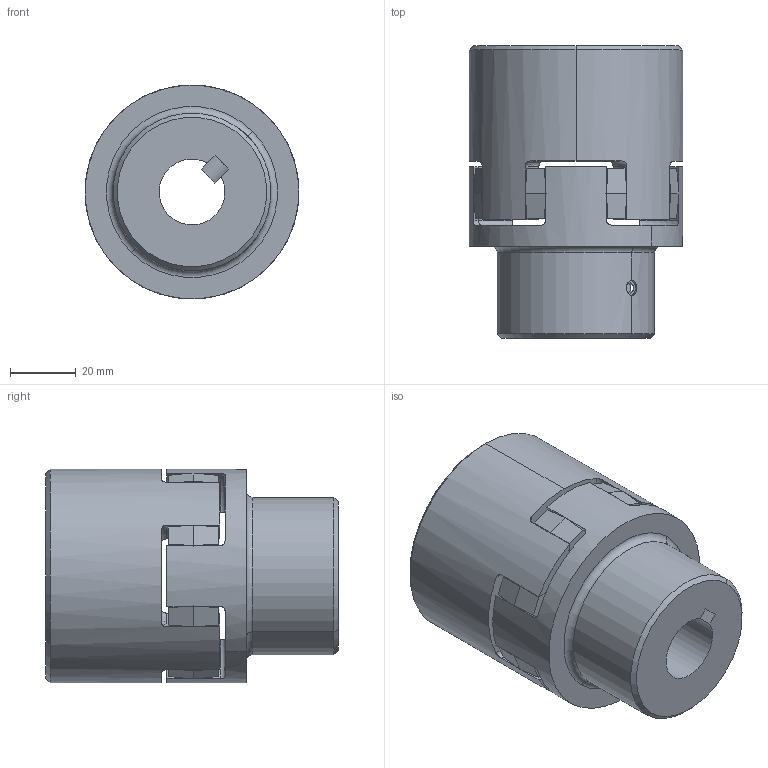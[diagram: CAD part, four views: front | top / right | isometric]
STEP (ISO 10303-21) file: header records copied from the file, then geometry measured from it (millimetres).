
FILE_DESCRIPTION (( 'STEP AP214' ), '1' );
FILE_NAME ('8230.STEP', '2011-12-28T13:20:54', ( 'it' ), ( '' ), 'SwSTEP 2.0', 'SolidWorks 2012', '' );
FILE_SCHEMA (( 'AUTOMOTIVE_DESIGN' ));
Length unit declared in the file: inch
Products named in the file (1): 8230
Bounding box: 65.02 x 88.9 x 65.02 mm (x, y, z)
Surface area: 43134.4 mm2 (no closed solid volume)
Topology: 0 solids, 5 shells, 163 faces, 533 edges, 362 vertices
Faces by surface type: plane 65, cylinder 40, cone 36, torus 22
Entity records: 8595 total; most frequent: CARTESIAN_POINT 1855, DIRECTION 973, ORIENTED_EDGE 886, EDGE_CURVE 533, AXIS2_PLACEMENT_3D 384, VERTEX_POINT 362, CIRCLE 220, VECTOR 205
